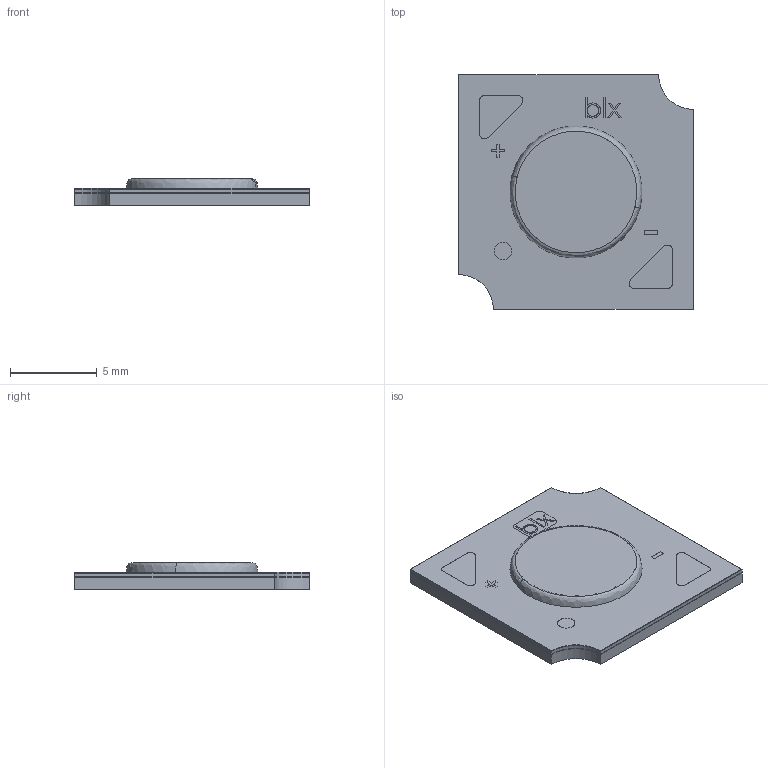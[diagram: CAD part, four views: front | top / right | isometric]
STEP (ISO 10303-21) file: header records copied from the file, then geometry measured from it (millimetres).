
FILE_DESCRIPTION (( 'STEP AP214' ), '1' );
FILE_NAME ('V-6 Single Array.STEP', '2018-02-05T21:21:42', ( '' ), ( '' ), 'SwSTEP 2.0', 'SolidWorks 2018', '' );
FILE_SCHEMA (( 'AUTOMOTIVE_DESIGN' ));
Length unit declared in the file: millimetre
Products named in the file (2): V-6 Single Array
Bounding box: 13.5 x 13.5 x 1.52 mm (x, y, z)
Surface area: 709.4 mm2 (no closed solid volume)
Topology: 0 solids, 16 shells, 85 faces, 462 edges, 374 vertices
Faces by surface type: plane 53, bspline 18, cylinder 14
Entity records: 5797 total; most frequent: CARTESIAN_POINT 1379, DIRECTION 641, ORIENTED_EDGE 617, EDGE_CURVE 462, VERTEX_POINT 374, VECTOR 275, LINE 275, AXIS2_PLACEMENT_3D 183
